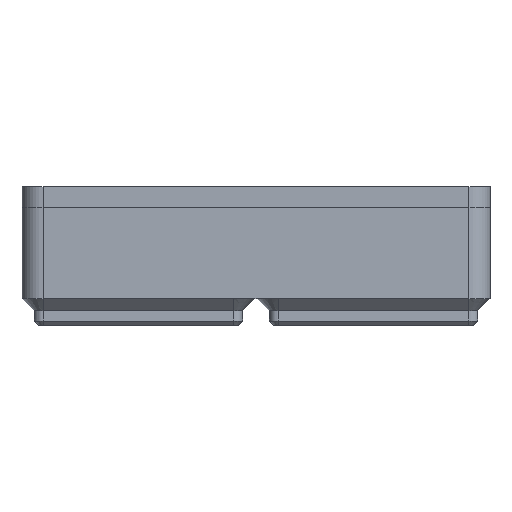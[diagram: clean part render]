
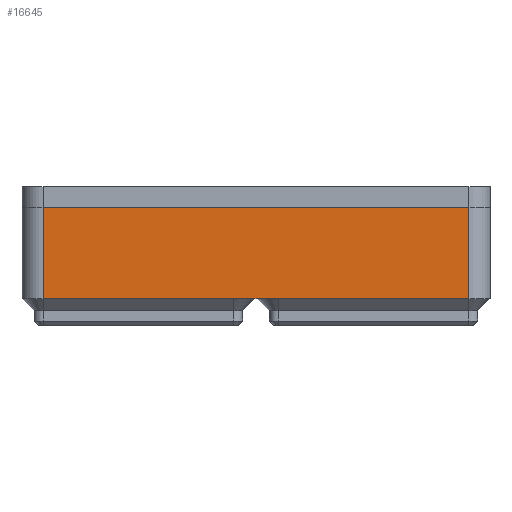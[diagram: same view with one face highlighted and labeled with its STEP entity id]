
A CAD part, left-side view. The second image highlights one B-rep face of the part: STEP entity #16645.
In plain terms, the highlighted planar face has unit normal (-1, 0, 0).
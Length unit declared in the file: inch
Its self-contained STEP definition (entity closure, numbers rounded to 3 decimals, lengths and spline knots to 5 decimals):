
#2526=FACE_OUTER_BOUND('',#3524,.T.);
#3524=EDGE_LOOP('',(#15267,#15268,#15269,#15270,#15271,#15272));
#4787=LINE('',#31706,#6235);
#4881=LINE('',#31970,#6329);
#4915=LINE('',#32060,#6363);
#4969=LINE('',#32247,#6417);
#4972=LINE('',#32257,#6420);
#4974=LINE('',#32260,#6422);
#6235=VECTOR('',#19452,0.3937);
#6329=VECTOR('',#19736,0.3937);
#6363=VECTOR('',#19832,0.3937);
#6417=VECTOR('',#19986,0.3937);
#6420=VECTOR('',#19999,0.3937);
#6422=VECTOR('',#20003,0.3937);
#7864=VERTEX_POINT('',#31698);
#7866=VERTEX_POINT('',#31704);
#7941=VERTEX_POINT('',#31968);
#7966=VERTEX_POINT('',#32058);
#8003=VERTEX_POINT('',#32239);
#8005=VERTEX_POINT('',#32245);
#10182=EDGE_CURVE('',#7864,#7866,#4787,.T.);
#10314=EDGE_CURVE('',#7866,#7941,#4881,.T.);
#10360=EDGE_CURVE('',#7941,#7966,#4915,.T.);
#10433=EDGE_CURVE('',#8005,#8003,#4969,.T.);
#10438=EDGE_CURVE('',#8003,#7966,#4972,.T.);
#10440=EDGE_CURVE('',#7864,#8005,#4974,.T.);
#15267=ORIENTED_EDGE('',*,*,#10438,.F.);
#15268=ORIENTED_EDGE('',*,*,#10433,.F.);
#15269=ORIENTED_EDGE('',*,*,#10440,.F.);
#15270=ORIENTED_EDGE('',*,*,#10182,.T.);
#15271=ORIENTED_EDGE('',*,*,#10314,.T.);
#15272=ORIENTED_EDGE('',*,*,#10360,.T.);
#15719=PLANE('',#17294);
#16645=ADVANCED_FACE('',(#2526),#15719,.T.);
#17294=AXIS2_PLACEMENT_3D('',#32259,#20001,#20002);
#19452=DIRECTION('',(0.,-1.,0.));
#19736=DIRECTION('',(0.,-1.,0.));
#19832=DIRECTION('',(0.,-1.,0.));
#19986=DIRECTION('',(0.,-1.,0.));
#19999=DIRECTION('',(0.,0.,-1.));
#20001=DIRECTION('center_axis',(-1.,0.,0.));
#20002=DIRECTION('ref_axis',(0.,-1.,0.));
#20003=DIRECTION('',(0.,0.,1.));
#31698=CARTESIAN_POINT('',(0.,3.13976,0.));
#31704=CARTESIAN_POINT('',(0.,1.80118,0.));
#31706=CARTESIAN_POINT('',(0.,3.2874,0.));
#31968=CARTESIAN_POINT('',(0.,1.48622,0.));
#31970=CARTESIAN_POINT('',(0.,3.2874,0.));
#32058=CARTESIAN_POINT('',(0.,0.14764,0.));
#32060=CARTESIAN_POINT('',(0.,3.2874,0.));
#32239=CARTESIAN_POINT('',(0.,0.14764,0.63976));
#32245=CARTESIAN_POINT('',(0.,3.13976,0.63976));
#32247=CARTESIAN_POINT('',(0.,3.2874,0.63976));
#32257=CARTESIAN_POINT('',(0.,0.14764,0.));
#32259=CARTESIAN_POINT('Origin',(0.,3.2874,0.));
#32260=CARTESIAN_POINT('',(0.,3.13976,0.));
